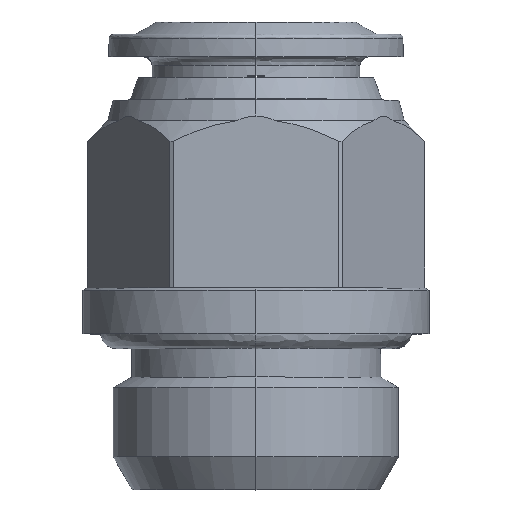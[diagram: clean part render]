
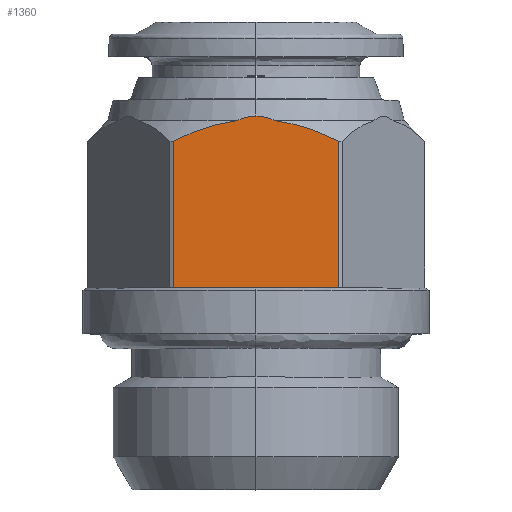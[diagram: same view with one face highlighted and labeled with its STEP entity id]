
A CAD part, top view. The second image highlights one B-rep face of the part: STEP entity #1360.
In plain terms, the highlighted free-form (B-spline) face has degree [1, 1] with [2, 2] control points.
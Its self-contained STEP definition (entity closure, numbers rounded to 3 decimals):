
#14 = B_SPLINE_CURVE_WITH_KNOTS ( 'NONE', 3,
 ( #937, #300, #1346, #4086 ),
 .UNSPECIFIED., .F., .F.,
 ( 4, 4 ),
 ( 0., 1. ),
 .UNSPECIFIED. ) ;
#163 = CARTESIAN_POINT ( 'NONE',  ( 4.776, 20.122, 8.5 ) ) ;
#227 = VERTEX_POINT ( 'NONE', #4185 ) ;
#276 = B_SPLINE_CURVE_WITH_KNOTS ( 'NONE', 3,
 ( #334, #1027, #3139, #3480, #2457, #396, #3416, #3839, #4160, #3114, #4131, #1074, #1383 ),
 .UNSPECIFIED., .F., .F.,
 ( 4, 1, 1, 1, 1, 1, 2, 2, 4 ),
 ( 0., 0.25, 0.375, 0.438, 0.469, 0.484, 0.492, 0.5, 1. ),
 .UNSPECIFIED. ) ;
#291 = B_SPLINE_CURVE_WITH_KNOTS ( 'NONE', 1,
 ( #1169, #1602 ),
 .UNSPECIFIED., .F., .F.,
 ( 2, 2 ),
 ( 0., 1. ),
 .UNSPECIFIED. ) ;
#300 = CARTESIAN_POINT ( 'NONE',  ( 4.786, 11.641, 8.5 ) ) ;
#334 = CARTESIAN_POINT ( 'NONE',  ( 4.776, 20.122, 8.5 ) ) ;
#340 = CARTESIAN_POINT ( 'NONE',  ( 1.105, 21.3, 8.5 ) ) ;
#396 = CARTESIAN_POINT ( 'NONE',  ( 3.118, 20.818, 8.5 ) ) ;
#447 = CARTESIAN_POINT ( 'NONE',  ( -1.105, 21.3, 8.5 ) ) ;
#460 = CARTESIAN_POINT ( 'NONE',  ( 4.792, 11.64, 8.5 ) ) ;
#482 = CARTESIAN_POINT ( 'NONE',  ( -2.428, 21.034, 8.5 ) ) ;
#498 = CARTESIAN_POINT ( 'NONE',  ( -2.948, 20.875, 8.5 ) ) ;
#519 = EDGE_CURVE ( 'NONE', #938, #2144, #609, .T. ) ;
#593 = CARTESIAN_POINT ( 'NONE',  ( -4.792, 11.64, 8.5 ) ) ;
#609 = B_SPLINE_CURVE_WITH_KNOTS ( 'NONE', 3,
 ( #340, #1738, #4121, #2077 ),
 .UNSPECIFIED., .F., .F.,
 ( 4, 4 ),
 ( 0., 1. ),
 .UNSPECIFIED. ) ;
#728 = ORIENTED_EDGE ( 'NONE', *, *, #1283, .T. ) ;
#831 = ORIENTED_EDGE ( 'NONE', *, *, #970, .T. ) ;
#881 = CARTESIAN_POINT ( 'NONE',  ( -2.847, 20.907, 8.5 ) ) ;
#937 = CARTESIAN_POINT ( 'NONE',  ( 4.792, 11.64, 8.5 ) ) ;
#938 = VERTEX_POINT ( 'NONE', #2444 ) ;
#942 = CARTESIAN_POINT ( 'NONE',  ( 4.849, 11.64, 8.5 ) ) ;
#963 = ORIENTED_EDGE ( 'NONE', *, *, #1732, .T. ) ;
#970 = EDGE_CURVE ( 'NONE', #1612, #1288, #1622, .T. ) ;
#1027 = CARTESIAN_POINT ( 'NONE',  ( 4.467, 20.273, 8.5 ) ) ;
#1066 = CARTESIAN_POINT ( 'NONE',  ( -4.781, 11.643, 8.5 ) ) ;
#1074 = CARTESIAN_POINT ( 'NONE',  ( 1.719, 21.221, 8.5 ) ) ;
#1136 = CARTESIAN_POINT ( 'NONE',  ( 0., 21.567, 8.5 ) ) ;
#1169 = CARTESIAN_POINT ( 'NONE',  ( -4.776, 20.122, 8.5 ) ) ;
#1283 = EDGE_CURVE ( 'NONE', #4019, #1612, #291, .T. ) ;
#1284 = B_SPLINE_CURVE_WITH_KNOTS ( 'NONE', 3,
 ( #3392, #3871, #3499, #447 ),
 .UNSPECIFIED., .F., .F.,
 ( 4, 4 ),
 ( 0., 1. ),
 .UNSPECIFIED. ) ;
#1288 = VERTEX_POINT ( 'NONE', #2633 ) ;
#1309 = ORIENTED_EDGE ( 'NONE', *, *, #519, .T. ) ;
#1346 = CARTESIAN_POINT ( 'NONE',  ( 4.781, 11.643, 8.5 ) ) ;
#1360 = ADVANCED_FACE ( 'NONE', ( #4316 ), #2155, .T. ) ;
#1383 = CARTESIAN_POINT ( 'NONE',  ( 1.105, 21.3, 8.5 ) ) ;
#1506 = VERTEX_POINT ( 'NONE', #460 ) ;
#1530 = CARTESIAN_POINT ( 'NONE',  ( -1.876, 21.176, 8.5 ) ) ;
#1602 = CARTESIAN_POINT ( 'NONE',  ( -4.776, 11.644, 8.5 ) ) ;
#1612 = VERTEX_POINT ( 'NONE', #3956 ) ;
#1622 = B_SPLINE_CURVE_WITH_KNOTS ( 'NONE', 3,
 ( #4152, #1066, #3779, #2119 ),
 .UNSPECIFIED., .F., .F.,
 ( 4, 4 ),
 ( 0., 1. ),
 .UNSPECIFIED. ) ;
#1732 = EDGE_CURVE ( 'NONE', #1506, #3333, #14, .T. ) ;
#1738 = CARTESIAN_POINT ( 'NONE',  ( 0.735, 21.478, 8.5 ) ) ;
#1886 = CARTESIAN_POINT ( 'NONE',  ( 4.776, 11.644, 8.5 ) ) ;
#1902 = CARTESIAN_POINT ( 'NONE',  ( 4.776, 20.122, 8.5 ) ) ;
#1981 = CARTESIAN_POINT ( 'NONE',  ( -4.849, 21.627, 8.5 ) ) ;
#2021 = CARTESIAN_POINT ( 'NONE',  ( 4.849, 21.627, 8.5 ) ) ;
#2040 = CARTESIAN_POINT ( 'NONE',  ( -4.776, 20.122, 8.5 ) ) ;
#2077 = CARTESIAN_POINT ( 'NONE',  ( 0., 21.567, 8.5 ) ) ;
#2119 = CARTESIAN_POINT ( 'NONE',  ( -4.792, 11.64, 8.5 ) ) ;
#2144 = VERTEX_POINT ( 'NONE', #1136 ) ;
#2155 = B_SPLINE_SURFACE_WITH_KNOTS ( 'NONE', 1, 1, ( 
 ( #4069, #1981 ),
 ( #942, #2021 ) ),
 .UNSPECIFIED., .F., .F., .F.,
 ( 2, 2 ),
 ( 2, 2 ),
 ( 0., 1. ),
 ( 0., 1. ),
 .UNSPECIFIED. ) ;
#2162 = B_SPLINE_CURVE_WITH_KNOTS ( 'NONE', 1,
 ( #1886, #163 ),
 .UNSPECIFIED., .F., .F.,
 ( 2, 2 ),
 ( 0., 1. ),
 .UNSPECIFIED. ) ;
#2299 = ORIENTED_EDGE ( 'NONE', *, *, #4123, .T. ) ;
#2419 = B_SPLINE_CURVE_WITH_KNOTS ( 'NONE', 3,
 ( #2602, #3617, #1530, #482, #3921, #881, #4249, #498, #2906, #2897, #2922, #2951, #3222 ),
 .UNSPECIFIED., .F., .F.,
 ( 4, 1, 1, 1, 1, 1, 2, 2, 4 ),
 ( 0., 0.25, 0.375, 0.437, 0.469, 0.484, 0.492, 0.5, 1. ),
 .UNSPECIFIED. ) ;
#2444 = CARTESIAN_POINT ( 'NONE',  ( 1.105, 21.3, 8.5 ) ) ;
#2457 = CARTESIAN_POINT ( 'NONE',  ( 3.244, 20.774, 8.5 ) ) ;
#2602 = CARTESIAN_POINT ( 'NONE',  ( -1.105, 21.3, 8.5 ) ) ;
#2629 = EDGE_CURVE ( 'NONE', #1288, #1506, #2750, .T. ) ;
#2633 = CARTESIAN_POINT ( 'NONE',  ( -4.792, 11.64, 8.5 ) ) ;
#2637 = ORIENTED_EDGE ( 'NONE', *, *, #3760, .T. ) ;
#2658 = CARTESIAN_POINT ( 'NONE',  ( 4.792, 11.64, 8.5 ) ) ;
#2750 = B_SPLINE_CURVE_WITH_KNOTS ( 'NONE', 1,
 ( #593, #2658 ),
 .UNSPECIFIED., .F., .F.,
 ( 2, 2 ),
 ( 0., 1. ),
 .UNSPECIFIED. ) ;
#2756 = ORIENTED_EDGE ( 'NONE', *, *, #3221, .T. ) ;
#2869 = CARTESIAN_POINT ( 'NONE',  ( 4.776, 11.644, 8.5 ) ) ;
#2897 = CARTESIAN_POINT ( 'NONE',  ( -2.979, 20.865, 8.5 ) ) ;
#2906 = CARTESIAN_POINT ( 'NONE',  ( -2.968, 20.868, 8.5 ) ) ;
#2922 = CARTESIAN_POINT ( 'NONE',  ( -3.56, 20.672, 8.5 ) ) ;
#2951 = CARTESIAN_POINT ( 'NONE',  ( -4.157, 20.425, 8.5 ) ) ;
#3114 = CARTESIAN_POINT ( 'NONE',  ( 3.003, 20.857, 8.5 ) ) ;
#3139 = CARTESIAN_POINT ( 'NONE',  ( 4.013, 20.479, 8.5 ) ) ;
#3221 = EDGE_CURVE ( 'NONE', #3333, #3386, #2162, .T. ) ;
#3222 = CARTESIAN_POINT ( 'NONE',  ( -4.776, 20.122, 8.5 ) ) ;
#3333 = VERTEX_POINT ( 'NONE', #2869 ) ;
#3386 = VERTEX_POINT ( 'NONE', #1902 ) ;
#3392 = CARTESIAN_POINT ( 'NONE',  ( 0., 21.567, 8.5 ) ) ;
#3416 = CARTESIAN_POINT ( 'NONE',  ( 3.055, 20.839, 8.5 ) ) ;
#3480 = CARTESIAN_POINT ( 'NONE',  ( 3.498, 20.682, 8.5 ) ) ;
#3499 = CARTESIAN_POINT ( 'NONE',  ( -0.735, 21.478, 8.5 ) ) ;
#3617 = CARTESIAN_POINT ( 'NONE',  ( -1.411, 21.261, 8.5 ) ) ;
#3723 = EDGE_LOOP ( 'NONE', ( #728, #831, #3952, #963, #2756, #2299, #1309, #2637, #4396 ) ) ;
#3760 = EDGE_CURVE ( 'NONE', #2144, #227, #1284, .T. ) ;
#3779 = CARTESIAN_POINT ( 'NONE',  ( -4.786, 11.641, 8.5 ) ) ;
#3839 = CARTESIAN_POINT ( 'NONE',  ( 3.029, 20.848, 8.5 ) ) ;
#3871 = CARTESIAN_POINT ( 'NONE',  ( -0.367, 21.567, 8.5 ) ) ;
#3921 = CARTESIAN_POINT ( 'NONE',  ( -2.707, 20.951, 8.5 ) ) ;
#3952 = ORIENTED_EDGE ( 'NONE', *, *, #2629, .T. ) ;
#3956 = CARTESIAN_POINT ( 'NONE',  ( -4.776, 11.644, 8.5 ) ) ;
#4019 = VERTEX_POINT ( 'NONE', #2040 ) ;
#4069 = CARTESIAN_POINT ( 'NONE',  ( -4.849, 11.64, 8.5 ) ) ;
#4086 = CARTESIAN_POINT ( 'NONE',  ( 4.776, 11.644, 8.5 ) ) ;
#4121 = CARTESIAN_POINT ( 'NONE',  ( 0.367, 21.567, 8.5 ) ) ;
#4123 = EDGE_CURVE ( 'NONE', #3386, #938, #276, .T. ) ;
#4131 = CARTESIAN_POINT ( 'NONE',  ( 2.348, 21.074, 8.5 ) ) ;
#4152 = CARTESIAN_POINT ( 'NONE',  ( -4.776, 11.644, 8.5 ) ) ;
#4160 = CARTESIAN_POINT ( 'NONE',  ( 3.011, 20.854, 8.5 ) ) ;
#4185 = CARTESIAN_POINT ( 'NONE',  ( -1.105, 21.3, 8.5 ) ) ;
#4249 = CARTESIAN_POINT ( 'NONE',  ( -2.918, 20.885, 8.5 ) ) ;
#4268 = EDGE_CURVE ( 'NONE', #227, #4019, #2419, .T. ) ;
#4316 = FACE_OUTER_BOUND ( 'NONE', #3723, .T. ) ;
#4396 = ORIENTED_EDGE ( 'NONE', *, *, #4268, .T. ) ;
